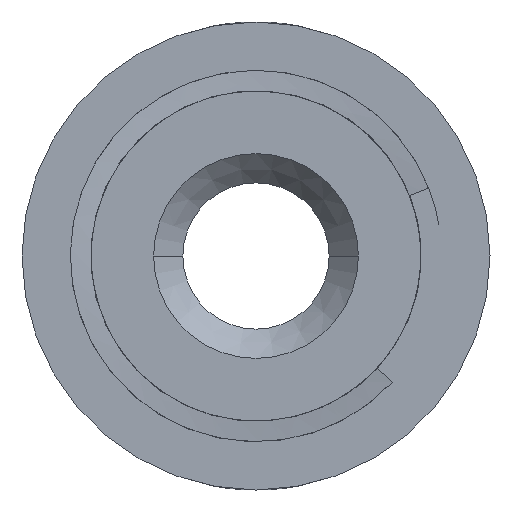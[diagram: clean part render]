
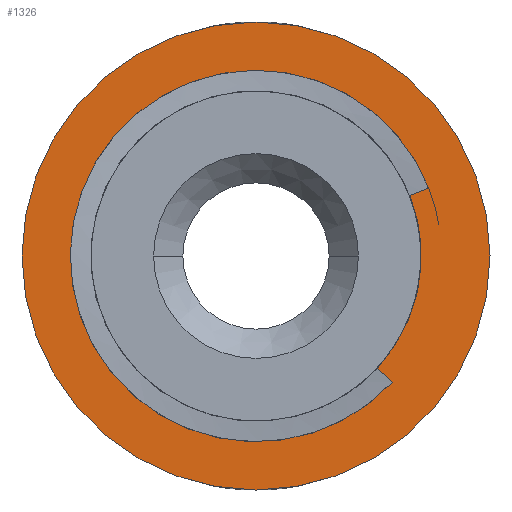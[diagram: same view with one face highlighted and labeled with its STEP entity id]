
A CAD part, left-side view. The second image highlights one B-rep face of the part: STEP entity #1326.
In plain terms, the highlighted planar face has unit normal (-1, 0, 0).
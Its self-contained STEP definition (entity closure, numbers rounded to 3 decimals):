
#25=CARTESIAN_POINT('',(-35.,0.,0.));
#26=DIRECTION('',(1.,0.,0.));
#27=DIRECTION('',(0.,0.,-1.));
#28=AXIS2_PLACEMENT_3D('',#25,#26,#27);
#117=CARTESIAN_POINT('',(-35.,0.,0.));
#118=DIRECTION('',(-1.,0.,0.));
#119=DIRECTION('',(0.,0.,-1.));
#120=AXIS2_PLACEMENT_3D('',#117,#118,#119);
#583=CARTESIAN_POINT('',(-35.,0.,0.));
#584=DIRECTION('',(1.,0.,0.));
#585=DIRECTION('',(0.,-0.733,-0.68));
#586=AXIS2_PLACEMENT_3D('',#583,#584,#585);
#609=DIRECTION('',(0.,0.931,-0.365));
#610=VECTOR('',#609,0.7);
#611=CARTESIAN_POINT('',(-35.,-5.911,2.32));
#612=LINE('',#611,#610);
#881=DIRECTION('',(0.,0.733,0.68));
#882=VECTOR('',#881,0.7);
#883=CARTESIAN_POINT('',(-35.,-4.655,-4.319));
#884=LINE('',#883,#882);
#1028=CARTESIAN_POINT('',(-35.,-4.142,-3.843));
#1029=CARTESIAN_POINT('',(-35.,-4.269,-3.706));
#1030=CARTESIAN_POINT('',(-35.,-4.508,-3.421));
#1031=CARTESIAN_POINT('',(-35.,-4.824,-2.958));
#1032=CARTESIAN_POINT('',(-35.,-5.093,-2.468));
#1033=CARTESIAN_POINT('',(-35.,-5.311,-1.954));
#1034=CARTESIAN_POINT('',(-35.,-5.479,-1.416));
#1035=CARTESIAN_POINT('',(-35.,-5.595,-0.853));
#1036=CARTESIAN_POINT('',(-35.,-5.654,-0.269));
#1037=CARTESIAN_POINT('',(-35.,-5.651,0.325));
#1038=CARTESIAN_POINT('',(-35.,-5.585,0.92));
#1039=CARTESIAN_POINT('',(-35.,-5.457,1.505));
#1040=CARTESIAN_POINT('',(-35.,-5.332,1.88));
#1041=CARTESIAN_POINT('',(-35.,-5.259,2.064));
#1205=CARTESIAN_POINT('',(-35.,0.,-8.));
#1206=CARTESIAN_POINT('',(-35.,0.,8.));
#1207=VERTEX_POINT('',#1205);
#1208=VERTEX_POINT('',#1206);
#1298=CARTESIAN_POINT('',(-35.,-5.911,2.32));
#1299=CARTESIAN_POINT('',(-35.,-5.259,2.064));
#1300=VERTEX_POINT('',#1298);
#1301=VERTEX_POINT('',#1299);
#1302=VERTEX_POINT('',#1028);
#1303=CARTESIAN_POINT('',(-35.,-4.655,-4.319));
#1304=VERTEX_POINT('',#1303);
#1305=CARTESIAN_POINT('',(-35.,0.,0.));
#1306=DIRECTION('',(-1.,0.,0.));
#1307=DIRECTION('',(0.,0.,1.));
#1308=AXIS2_PLACEMENT_3D('',#1305,#1306,#1307);
#1309=PLANE('',#1308);
#1311=ORIENTED_EDGE('',*,*,#1310,.T.);
#1313=ORIENTED_EDGE('',*,*,#1312,.F.);
#1314=EDGE_LOOP('',(#1311,#1313));
#1315=FACE_OUTER_BOUND('',#1314,.F.);
#1317=ORIENTED_EDGE('',*,*,#1316,.F.);
#1319=ORIENTED_EDGE('',*,*,#1318,.T.);
#1321=ORIENTED_EDGE('',*,*,#1320,.T.);
#1323=ORIENTED_EDGE('',*,*,#1322,.F.);
#1324=EDGE_LOOP('',(#1317,#1319,#1321,#1323));
#1325=FACE_BOUND('',#1324,.F.);
#1326=ADVANCED_FACE('',(#1315,#1325),#1309,.T.);
#29=CIRCLE('',#28,8.);
#121=CIRCLE('',#120,8.);
#587=CIRCLE('',#586,6.35);
#1042=B_SPLINE_CURVE_WITH_KNOTS('',3,(#1028,#1029,#1030,#1031,#1032,#1033,#1034,
#1035,#1036,#1037,#1038,#1039,#1040,#1041),.UNSPECIFIED.,.F.,.F.,(4,1,1,1,1,1,1,
1,1,1,1,4),(0.,0.091,0.182,0.273,
0.364,0.455,0.545,0.636,
0.727,0.818,0.909,1.),.UNSPECIFIED.);
#1310=EDGE_CURVE('',#1207,#1208,#29,.T.);
#1312=EDGE_CURVE('',#1207,#1208,#121,.T.);
#1316=EDGE_CURVE('',#1304,#1300,#587,.T.);
#1318=EDGE_CURVE('',#1304,#1302,#884,.T.);
#1320=EDGE_CURVE('',#1302,#1301,#1042,.T.);
#1322=EDGE_CURVE('',#1300,#1301,#612,.T.);
